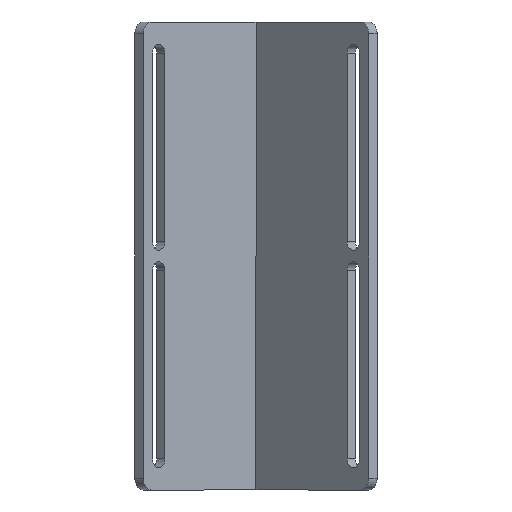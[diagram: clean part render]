
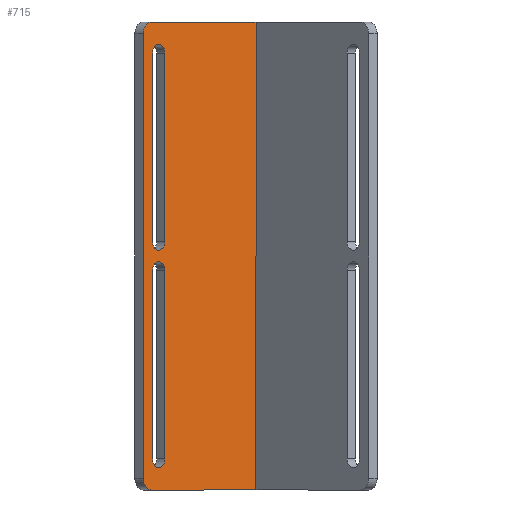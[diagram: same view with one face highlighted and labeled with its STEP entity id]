
A CAD part, left-side view. The second image highlights one B-rep face of the part: STEP entity #715.
In plain terms, the highlighted planar face has unit normal (-0.707, -0.707, 0).
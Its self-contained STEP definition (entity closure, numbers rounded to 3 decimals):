
#40 = EDGE_CURVE ( 'NONE', #1286, #1785, #130, .T. ) ;
#80 = CARTESIAN_POINT ( 'NONE',  ( -16.971, 15.556, -34.66 ) ) ;
#87 = CARTESIAN_POINT ( 'NONE',  ( -20.701, 19.286, 38. ) ) ;
#110 = EDGE_LOOP ( 'NONE', ( #1750, #1517, #1331, #1473, #996, #1020 ) ) ;
#114 = LINE ( 'NONE', #550, #901 ) ;
#126 = CARTESIAN_POINT ( 'NONE',  ( -19.092, 17.678, -34.66 ) ) ;
#128 = CARTESIAN_POINT ( 'NONE',  ( 17.872, -19.286, 40. ) ) ;
#130 = CIRCLE ( 'NONE', #1449, 1.5 ) ;
#145 = EDGE_CURVE ( 'NONE', #556, #1072, #684, .T. ) ;
#155 = LINE ( 'NONE', #275, #1793 ) ;
#158 = DIRECTION ( 'NONE',  ( 0.707, -0.707, 0. ) ) ;
#167 = VERTEX_POINT ( 'NONE', #1231 ) ;
#177 = PLANE ( 'NONE',  #1790 ) ;
#182 = CARTESIAN_POINT ( 'NONE',  ( -19.092, 17.678, 34.66 ) ) ;
#204 = AXIS2_PLACEMENT_3D ( 'NONE', #457, #301, #158 ) ;
#210 = ORIENTED_EDGE ( 'NONE', *, *, #520, .T. ) ;
#230 = CIRCLE ( 'NONE', #204, 1.5 ) ;
#240 = EDGE_CURVE ( 'NONE', #1145, #556, #529, .T. ) ;
#249 = DIRECTION ( 'NONE',  ( 0.707, 0.707, 0. ) ) ;
#275 = CARTESIAN_POINT ( 'NONE',  ( 17.872, -19.286, -40. ) ) ;
#291 = CIRCLE ( 'NONE', #1699, 1.5 ) ;
#301 = DIRECTION ( 'NONE',  ( 0.707, 0.707, 0. ) ) ;
#317 = CARTESIAN_POINT ( 'NONE',  ( -19.286, 17.872, 38. ) ) ;
#321 = AXIS2_PLACEMENT_3D ( 'NONE', #792, #373, #676 ) ;
#363 = EDGE_CURVE ( 'NONE', #1785, #735, #993, .T. ) ;
#373 = DIRECTION ( 'NONE',  ( 0.707, 0.707, 0. ) ) ;
#393 = CARTESIAN_POINT ( 'NONE',  ( -19.092, 17.678, 2.5 ) ) ;
#396 = ORIENTED_EDGE ( 'NONE', *, *, #798, .T. ) ;
#412 = LINE ( 'NONE', #393, #1396 ) ;
#421 = CARTESIAN_POINT ( 'NONE',  ( -16.971, 15.556, 34.66 ) ) ;
#457 = CARTESIAN_POINT ( 'NONE',  ( -18.031, 16.617, -2.5 ) ) ;
#483 = AXIS2_PLACEMENT_3D ( 'NONE', #1085, #662, #543 ) ;
#501 = ORIENTED_EDGE ( 'NONE', *, *, #40, .T. ) ;
#504 = CIRCLE ( 'NONE', #321, 2. ) ;
#510 = CIRCLE ( 'NONE', #807, 2. ) ;
#520 = EDGE_CURVE ( 'NONE', #1870, #1145, #230, .T. ) ;
#529 = LINE ( 'NONE', #80, #1579 ) ;
#543 = DIRECTION ( 'NONE',  ( 0.707, -0.707, 0. ) ) ;
#550 = CARTESIAN_POINT ( 'NONE',  ( -20.701, 19.286, -38. ) ) ;
#556 = VERTEX_POINT ( 'NONE', #1410 ) ;
#571 = VERTEX_POINT ( 'NONE', #1661 ) ;
#593 = CARTESIAN_POINT ( 'NONE',  ( -19.092, 17.678, -2.5 ) ) ;
#599 = CARTESIAN_POINT ( 'NONE',  ( -18.031, 16.617, 34.66 ) ) ;
#602 = EDGE_CURVE ( 'NONE', #1456, #1278, #504, .T. ) ;
#610 = VERTEX_POINT ( 'NONE', #639 ) ;
#611 = CARTESIAN_POINT ( 'NONE',  ( -19.286, 17.872, -38. ) ) ;
#620 = EDGE_LOOP ( 'NONE', ( #1169, #667, #210, #1158 ) ) ;
#625 = VECTOR ( 'NONE', #1276, 1000. ) ;
#639 = CARTESIAN_POINT ( 'NONE',  ( -20.701, 19.286, -38. ) ) ;
#662 = DIRECTION ( 'NONE',  ( 0.707, 0.707, 0. ) ) ;
#666 = CARTESIAN_POINT ( 'NONE',  ( -19.092, 17.678, -34.66 ) ) ;
#667 = ORIENTED_EDGE ( 'NONE', *, *, #1544, .T. ) ;
#676 = DIRECTION ( 'NONE',  ( -0.707, 0.707, 0. ) ) ;
#684 = CIRCLE ( 'NONE', #483, 1.5 ) ;
#688 = CARTESIAN_POINT ( 'NONE',  ( -16.971, 15.556, 2.5 ) ) ;
#708 = LINE ( 'NONE', #128, #1521 ) ;
#715 = ADVANCED_FACE ( 'NONE', ( #1490, #856, #1153 ), #177, .F. ) ;
#735 = VERTEX_POINT ( 'NONE', #1293 ) ;
#739 = EDGE_CURVE ( 'NONE', #610, #1456, #114, .T. ) ;
#789 = VERTEX_POINT ( 'NONE', #1042 ) ;
#792 = CARTESIAN_POINT ( 'NONE',  ( -19.286, 17.872, 38. ) ) ;
#798 = EDGE_CURVE ( 'NONE', #789, #1286, #412, .T. ) ;
#807 = AXIS2_PLACEMENT_3D ( 'NONE', #611, #1668, #923 ) ;
#840 = DIRECTION ( 'NONE',  ( 0., 0., -1. ) ) ;
#856 = FACE_BOUND ( 'NONE', #1041, .T. ) ;
#857 = EDGE_CURVE ( 'NONE', #167, #610, #510, .T. ) ;
#872 = CARTESIAN_POINT ( 'NONE',  ( -1.414, 0., 38. ) ) ;
#901 = VECTOR ( 'NONE', #1002, 1000. ) ;
#923 = DIRECTION ( 'NONE',  ( -0.707, 0.707, 0. ) ) ;
#993 = LINE ( 'NONE', #688, #625 ) ;
#996 = ORIENTED_EDGE ( 'NONE', *, *, #857, .F. ) ;
#1002 = DIRECTION ( 'NONE',  ( 0., 0., 1. ) ) ;
#1006 = CARTESIAN_POINT ( 'NONE',  ( -16.971, 15.556, -2.5 ) ) ;
#1020 = ORIENTED_EDGE ( 'NONE', *, *, #1748, .F. ) ;
#1041 = EDGE_LOOP ( 'NONE', ( #1190, #396, #501, #1687 ) ) ;
#1042 = CARTESIAN_POINT ( 'NONE',  ( -19.092, 17.678, 2.5 ) ) ;
#1060 = EDGE_CURVE ( 'NONE', #735, #789, #291, .T. ) ;
#1072 = VERTEX_POINT ( 'NONE', #666 ) ;
#1085 = CARTESIAN_POINT ( 'NONE',  ( -18.031, 16.617, -34.66 ) ) ;
#1112 = EDGE_CURVE ( 'NONE', #1278, #571, #708, .T. ) ;
#1145 = VERTEX_POINT ( 'NONE', #1006 ) ;
#1153 = FACE_OUTER_BOUND ( 'NONE', #110, .T. ) ;
#1158 = ORIENTED_EDGE ( 'NONE', *, *, #240, .T. ) ;
#1169 = ORIENTED_EDGE ( 'NONE', *, *, #145, .T. ) ;
#1190 = ORIENTED_EDGE ( 'NONE', *, *, #1060, .T. ) ;
#1231 = CARTESIAN_POINT ( 'NONE',  ( -19.286, 17.872, -40. ) ) ;
#1248 = DIRECTION ( 'NONE',  ( 0., 0., -1. ) ) ;
#1275 = DIRECTION ( 'NONE',  ( -0.707, 0.707, 0. ) ) ;
#1276 = DIRECTION ( 'NONE',  ( 0., 0., -1. ) ) ;
#1278 = VERTEX_POINT ( 'NONE', #1801 ) ;
#1286 = VERTEX_POINT ( 'NONE', #182 ) ;
#1293 = CARTESIAN_POINT ( 'NONE',  ( -16.971, 15.556, 2.5 ) ) ;
#1328 = DIRECTION ( 'NONE',  ( 0.707, 0.707, 0. ) ) ;
#1331 = ORIENTED_EDGE ( 'NONE', *, *, #602, .F. ) ;
#1396 = VECTOR ( 'NONE', #1439, 1000. ) ;
#1408 = DIRECTION ( 'NONE',  ( 0.707, 0.707, 0. ) ) ;
#1410 = CARTESIAN_POINT ( 'NONE',  ( -16.971, 15.556, -34.66 ) ) ;
#1439 = DIRECTION ( 'NONE',  ( 0., 0., 1. ) ) ;
#1441 = LINE ( 'NONE', #126, #1515 ) ;
#1447 = VERTEX_POINT ( 'NONE', #1675 ) ;
#1449 = AXIS2_PLACEMENT_3D ( 'NONE', #599, #1328, #1497 ) ;
#1456 = VERTEX_POINT ( 'NONE', #87 ) ;
#1466 = LINE ( 'NONE', #872, #1667 ) ;
#1473 = ORIENTED_EDGE ( 'NONE', *, *, #739, .F. ) ;
#1490 = FACE_BOUND ( 'NONE', #620, .T. ) ;
#1497 = DIRECTION ( 'NONE',  ( 0.707, -0.707, 0. ) ) ;
#1515 = VECTOR ( 'NONE', #1897, 1000. ) ;
#1517 = ORIENTED_EDGE ( 'NONE', *, *, #1112, .F. ) ;
#1521 = VECTOR ( 'NONE', #1774, 1000. ) ;
#1544 = EDGE_CURVE ( 'NONE', #1072, #1870, #1441, .T. ) ;
#1563 = DIRECTION ( 'NONE',  ( 0.707, -0.707, 0. ) ) ;
#1579 = VECTOR ( 'NONE', #1248, 1000. ) ;
#1599 = EDGE_CURVE ( 'NONE', #571, #1447, #1466, .T. ) ;
#1661 = CARTESIAN_POINT ( 'NONE',  ( -1.414, 0., 40. ) ) ;
#1667 = VECTOR ( 'NONE', #840, 1000. ) ;
#1668 = DIRECTION ( 'NONE',  ( 0.707, 0.707, 0. ) ) ;
#1675 = CARTESIAN_POINT ( 'NONE',  ( -1.414, 0., -40. ) ) ;
#1687 = ORIENTED_EDGE ( 'NONE', *, *, #363, .T. ) ;
#1699 = AXIS2_PLACEMENT_3D ( 'NONE', #1705, #1408, #1563 ) ;
#1705 = CARTESIAN_POINT ( 'NONE',  ( -18.031, 16.617, 2.5 ) ) ;
#1737 = DIRECTION ( 'NONE',  ( -0.707, 0.707, 0. ) ) ;
#1748 = EDGE_CURVE ( 'NONE', #1447, #167, #155, .T. ) ;
#1750 = ORIENTED_EDGE ( 'NONE', *, *, #1599, .F. ) ;
#1774 = DIRECTION ( 'NONE',  ( 0.707, -0.707, 0. ) ) ;
#1785 = VERTEX_POINT ( 'NONE', #421 ) ;
#1790 = AXIS2_PLACEMENT_3D ( 'NONE', #317, #249, #1275 ) ;
#1793 = VECTOR ( 'NONE', #1737, 1000. ) ;
#1801 = CARTESIAN_POINT ( 'NONE',  ( -19.286, 17.872, 40. ) ) ;
#1870 = VERTEX_POINT ( 'NONE', #593 ) ;
#1897 = DIRECTION ( 'NONE',  ( 0., 0., 1. ) ) ;
